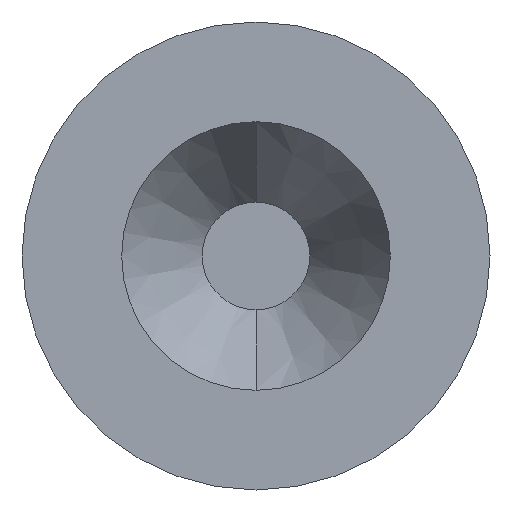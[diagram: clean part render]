
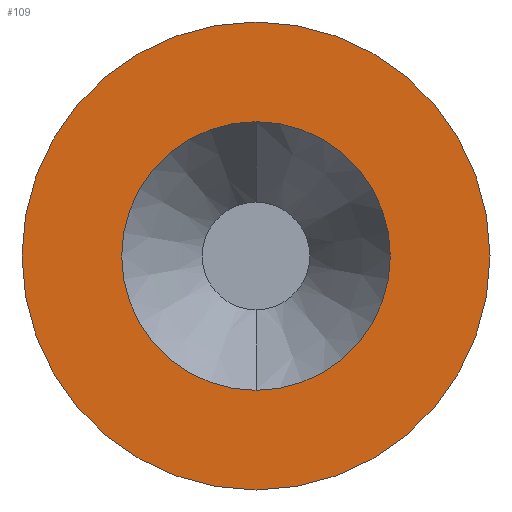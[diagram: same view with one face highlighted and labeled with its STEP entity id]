
A CAD part, front view. The second image highlights one B-rep face of the part: STEP entity #109.
In plain terms, the highlighted planar face has unit normal (0, -1, 0).
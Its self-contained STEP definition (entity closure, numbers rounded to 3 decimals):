
#6 = CARTESIAN_POINT ( 'NONE',  ( 0., 0., 43.06 ) ) ;
#16 = EDGE_LOOP ( 'NONE', ( #69, #323 ) ) ;
#28 = DIRECTION ( 'NONE',  ( 0., 0., 1. ) ) ;
#56 = AXIS2_PLACEMENT_3D ( 'NONE', #66, #60, #57 ) ;
#57 = DIRECTION ( 'NONE',  ( 0., 0., 1. ) ) ;
#60 = DIRECTION ( 'NONE',  ( 0., 1., 0. ) ) ;
#61 = VERTEX_POINT ( 'NONE', #82 ) ;
#63 = CIRCLE ( 'NONE', #56, 75. ) ;
#65 = EDGE_LOOP ( 'NONE', ( #215, #273 ) ) ;
#66 = CARTESIAN_POINT ( 'NONE',  ( 0., 0., 0. ) ) ;
#68 = CARTESIAN_POINT ( 'NONE',  ( 0., 0., 0. ) ) ;
#69 = ORIENTED_EDGE ( 'NONE', *, *, #377, .F. ) ;
#78 = PLANE ( 'NONE',  #221 ) ;
#82 = CARTESIAN_POINT ( 'NONE',  ( 0., 0., -75. ) ) ;
#90 = AXIS2_PLACEMENT_3D ( 'NONE', #140, #138, #137 ) ;
#101 = AXIS2_PLACEMENT_3D ( 'NONE', #182, #180, #177 ) ;
#106 = DIRECTION ( 'NONE',  ( 0., 1., 0. ) ) ;
#109 = ADVANCED_FACE ( 'NONE', ( #175, #244 ), #78, .F. ) ;
#137 = DIRECTION ( 'NONE',  ( 0., 0., 1. ) ) ;
#138 = DIRECTION ( 'NONE',  ( 0., 1., 0. ) ) ;
#140 = CARTESIAN_POINT ( 'NONE',  ( 0., 0., 0. ) ) ;
#144 = EDGE_CURVE ( 'NONE', #158, #164, #237, .T. ) ;
#158 = VERTEX_POINT ( 'NONE', #380 ) ;
#163 = CIRCLE ( 'NONE', #101, 43.06 ) ;
#164 = VERTEX_POINT ( 'NONE', #6 ) ;
#175 = FACE_BOUND ( 'NONE', #65, .T. ) ;
#177 = DIRECTION ( 'NONE',  ( 0., 0., -1. ) ) ;
#180 = DIRECTION ( 'NONE',  ( 0., -1., 0. ) ) ;
#182 = CARTESIAN_POINT ( 'NONE',  ( 0., 0., 0. ) ) ;
#199 = VERTEX_POINT ( 'NONE', #343 ) ;
#212 = AXIS2_PLACEMENT_3D ( 'NONE', #379, #376, #373 ) ;
#215 = ORIENTED_EDGE ( 'NONE', *, *, #144, .F. ) ;
#221 = AXIS2_PLACEMENT_3D ( 'NONE', #68, #106, #28 ) ;
#225 = CIRCLE ( 'NONE', #90, 75. ) ;
#237 = CIRCLE ( 'NONE', #212, 43.06 ) ;
#244 = FACE_OUTER_BOUND ( 'NONE', #16, .T. ) ;
#273 = ORIENTED_EDGE ( 'NONE', *, *, #341, .F. ) ;
#323 = ORIENTED_EDGE ( 'NONE', *, *, #355, .F. ) ;
#341 = EDGE_CURVE ( 'NONE', #164, #158, #163, .T. ) ;
#343 = CARTESIAN_POINT ( 'NONE',  ( 0., 0., 75. ) ) ;
#355 = EDGE_CURVE ( 'NONE', #199, #61, #225, .T. ) ;
#373 = DIRECTION ( 'NONE',  ( 0., 0., -1. ) ) ;
#376 = DIRECTION ( 'NONE',  ( 0., -1., 0. ) ) ;
#377 = EDGE_CURVE ( 'NONE', #61, #199, #63, .T. ) ;
#379 = CARTESIAN_POINT ( 'NONE',  ( 0., 0., 0. ) ) ;
#380 = CARTESIAN_POINT ( 'NONE',  ( 0., 0., -43.06 ) ) ;
